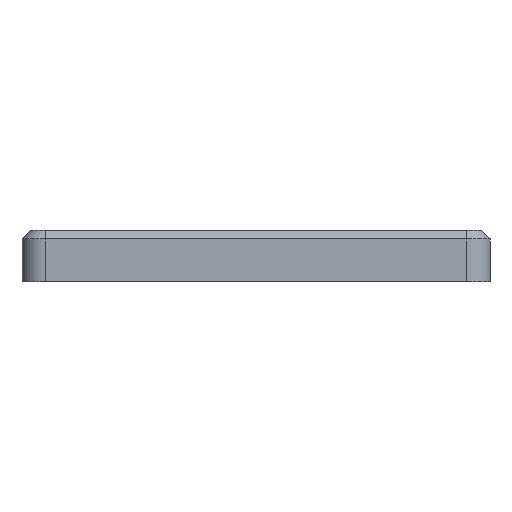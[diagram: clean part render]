
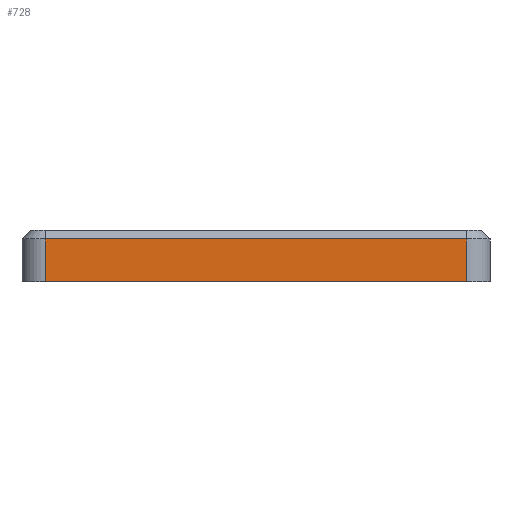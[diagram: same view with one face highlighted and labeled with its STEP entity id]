
A CAD part, left-side view. The second image highlights one B-rep face of the part: STEP entity #728.
In plain terms, the highlighted planar face has unit normal (-1, 0, 0).
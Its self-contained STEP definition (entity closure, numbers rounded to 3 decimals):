
#329 = ORIENTED_EDGE ( 'NONE', *, *, #1592, .T. ) ;
#331 = ORIENTED_EDGE ( 'NONE', *, *, #1640, .F. ) ;
#337 = ORIENTED_EDGE ( 'NONE', *, *, #1597, .T. ) ;
#342 = ORIENTED_EDGE ( 'NONE', *, *, #1641, .T. ) ;
#728 = ADVANCED_FACE ( 'NONE', ( #2702 ), #4214, .F. ) ;
#992 = EDGE_LOOP ( 'NONE', ( #331, #342, #337, #329 ) ) ;
#1074 = VERTEX_POINT ( 'NONE', #3777 ) ;
#1075 = VERTEX_POINT ( 'NONE', #3754 ) ;
#1094 = VERTEX_POINT ( 'NONE', #3767 ) ;
#1104 = VERTEX_POINT ( 'NONE', #3745 ) ;
#1276 = AXIS2_PLACEMENT_3D ( 'NONE', #4183, #4231, #4219 ) ;
#1592 = EDGE_CURVE ( 'NONE', #1074, #1094, #4710, .T. ) ;
#1597 = EDGE_CURVE ( 'NONE', #1104, #1074, #4821, .T. ) ;
#1640 = EDGE_CURVE ( 'NONE', #1075, #1094, #4854, .T. ) ;
#1641 = EDGE_CURVE ( 'NONE', #1075, #1104, #4860, .T. ) ;
#2702 = FACE_OUTER_BOUND ( 'NONE', #992, .T. ) ;
#3745 = CARTESIAN_POINT ( 'NONE',  ( -110., 49.5, 10. ) ) ;
#3754 = CARTESIAN_POINT ( 'NONE',  ( -110., -49.5, 10. ) ) ;
#3767 = CARTESIAN_POINT ( 'NONE',  ( -110., -49.5, 0. ) ) ;
#3777 = CARTESIAN_POINT ( 'NONE',  ( -110., 49.5, 0. ) ) ;
#4183 = CARTESIAN_POINT ( 'NONE',  ( -110., 49.5, 12. ) ) ;
#4214 = PLANE ( 'NONE',  #1276 ) ;
#4219 = DIRECTION ( 'NONE',  ( 0., 1., 0. ) ) ;
#4231 = DIRECTION ( 'NONE',  ( 1., 0., 0. ) ) ;
#4549 = CARTESIAN_POINT ( 'NONE',  ( -110., 49.5, 0. ) ) ;
#4550 = DIRECTION ( 'NONE',  ( 0., -1., 0. ) ) ;
#4584 = DIRECTION ( 'NONE',  ( 0., 0., -1. ) ) ;
#4587 = CARTESIAN_POINT ( 'NONE',  ( -110., 49.5, 12. ) ) ;
#4710 = LINE ( 'NONE', #4549, #4731 ) ;
#4731 = VECTOR ( 'NONE', #4550, 1000. ) ;
#4793 = VECTOR ( 'NONE', #4584, 1000. ) ;
#4821 = LINE ( 'NONE', #4587, #4793 ) ;
#4851 = VECTOR ( 'NONE', #5264, 1000. ) ;
#4854 = LINE ( 'NONE', #5251, #4851 ) ;
#4860 = LINE ( 'NONE', #5296, #4888 ) ;
#4888 = VECTOR ( 'NONE', #5297, 1000. ) ;
#5251 = CARTESIAN_POINT ( 'NONE',  ( -110., -49.5, 12. ) ) ;
#5264 = DIRECTION ( 'NONE',  ( 0., 0., -1. ) ) ;
#5296 = CARTESIAN_POINT ( 'NONE',  ( -110., 49.5, 10. ) ) ;
#5297 = DIRECTION ( 'NONE',  ( 0., 1., 0. ) ) ;
